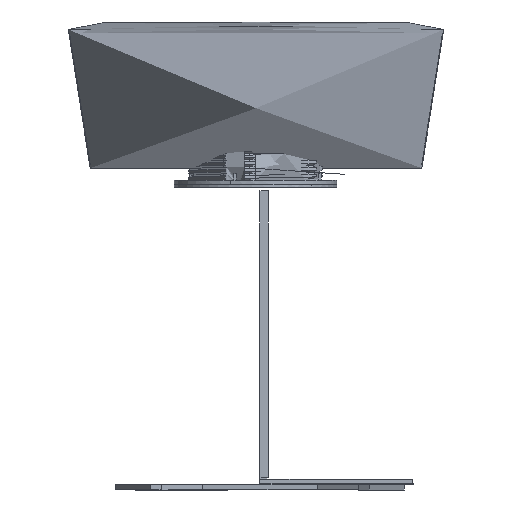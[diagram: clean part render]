
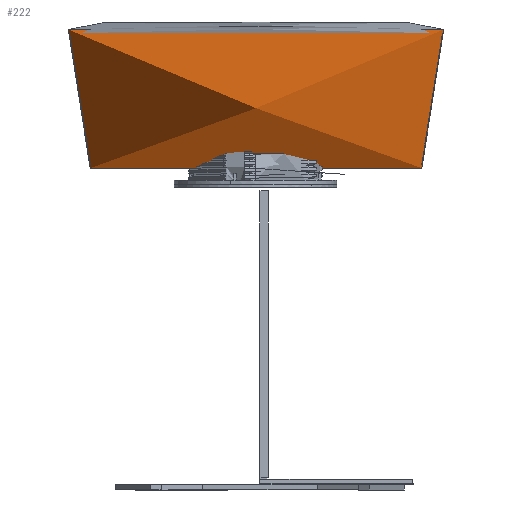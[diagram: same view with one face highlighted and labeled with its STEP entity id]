
A CAD part, left-side view. The second image highlights one B-rep face of the part: STEP entity #222.
In plain terms, the highlighted free-form (B-spline) face has degree [2, 2] with [5, 5] control points.
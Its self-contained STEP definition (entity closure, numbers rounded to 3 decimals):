
#222=ADVANCED_FACE('',(#483),#3684,.T.);
#483=FACE_OUTER_BOUND('',#744,.T.);
#744=EDGE_LOOP('',(#1043,#1044,#1045,#1046));
#1043=ORIENTED_EDGE('',*,*,#2405,.T.);
#1044=ORIENTED_EDGE('',*,*,#2406,.T.);
#1045=ORIENTED_EDGE('',*,*,#2407,.T.);
#1046=ORIENTED_EDGE('',*,*,#2408,.T.);
#2405=EDGE_CURVE('',#3145,#3146,#4230,.T.);
#2406=EDGE_CURVE('',#3146,#3147,#4231,.T.);
#2407=EDGE_CURVE('',#3147,#3148,#4232,.T.);
#2408=EDGE_CURVE('',#3148,#3145,#4233,.T.);
#3145=VERTEX_POINT('',#5128);
#3146=VERTEX_POINT('',#5129);
#3147=VERTEX_POINT('',#5130);
#3148=VERTEX_POINT('',#5131);
#3684=(
BOUNDED_SURFACE()
B_SPLINE_SURFACE(2,2,((#5103,#5104,#5105,#5106,#5107),(#5108,#5109,#5110,
#5111,#5112),(#5113,#5114,#5115,#5116,#5117),(#5118,#5119,#5120,#5121,#5122),
(#5123,#5124,#5125,#5126,#5127)),.UNSPECIFIED.,.F.,.F.,.F.)
B_SPLINE_SURFACE_WITH_KNOTS((3,2,3),(3,2,3),(0.,3.142,6.283),
(0.,74.233,148.465),.UNSPECIFIED.)
GEOMETRIC_REPRESENTATION_ITEM()
RATIONAL_B_SPLINE_SURFACE(((1.,0.76,1.,0.76,1.),
(0.707,0.538,0.707,0.538,
0.707),(1.,0.76,1.,0.76,1.),(0.707,
0.538,0.707,0.538,0.707),
(1.,0.76,1.,0.76,1.)))
REPRESENTATION_ITEM('')
SURFACE()
);
#4230=(
BOUNDED_CURVE()
B_SPLINE_CURVE(2,(#5083,#5084,#5085,#5086,#5087),.UNSPECIFIED.,.F.,.F.)
B_SPLINE_CURVE_WITH_KNOTS((3,2,3),(0.,3.142,6.283),
.UNSPECIFIED.)
CURVE()
GEOMETRIC_REPRESENTATION_ITEM()
RATIONAL_B_SPLINE_CURVE((1.,0.707,1.,0.707,1.))
REPRESENTATION_ITEM('')
);
#4231=(
BOUNDED_CURVE()
B_SPLINE_CURVE(2,(#5088,#5089,#5090,#5091,#5092),.UNSPECIFIED.,.F.,.F.)
B_SPLINE_CURVE_WITH_KNOTS((3,2,3),(0.,74.233,148.465),
.UNSPECIFIED.)
CURVE()
GEOMETRIC_REPRESENTATION_ITEM()
RATIONAL_B_SPLINE_CURVE((1.,0.76,1.,0.76,1.))
REPRESENTATION_ITEM('')
);
#4232=(
BOUNDED_CURVE()
B_SPLINE_CURVE(2,(#5093,#5094,#5095,#5096,#5097),.UNSPECIFIED.,.F.,.F.)
B_SPLINE_CURVE_WITH_KNOTS((3,2,3),(-6.283,-3.142,0.),
.UNSPECIFIED.)
CURVE()
GEOMETRIC_REPRESENTATION_ITEM()
RATIONAL_B_SPLINE_CURVE((1.,0.707,1.,0.707,1.))
REPRESENTATION_ITEM('')
);
#4233=(
BOUNDED_CURVE()
B_SPLINE_CURVE(2,(#5098,#5099,#5100,#5101,#5102),.UNSPECIFIED.,.F.,.F.)
B_SPLINE_CURVE_WITH_KNOTS((3,2,3),(-148.465,-74.233,0.),
.UNSPECIFIED.)
CURVE()
GEOMETRIC_REPRESENTATION_ITEM()
RATIONAL_B_SPLINE_CURVE((1.,0.76,1.,0.76,1.))
REPRESENTATION_ITEM('')
);
#5083=CARTESIAN_POINT('',(0.624,138.302,337.485));
#5084=CARTESIAN_POINT('',(-138.066,138.302,337.485));
#5085=CARTESIAN_POINT('',(-138.076,-0.388,337.485));
#5086=CARTESIAN_POINT('',(-138.085,-139.078,337.485));
#5087=CARTESIAN_POINT('',(0.605,-139.097,337.485));
#5088=CARTESIAN_POINT('',(0.605,-139.097,337.485));
#5089=CARTESIAN_POINT('',(0.599,-181.759,323.646));
#5090=CARTESIAN_POINT('',(0.6,-174.753,279.346));
#5091=CARTESIAN_POINT('',(0.601,-167.747,235.047));
#5092=CARTESIAN_POINT('',(0.607,-122.897,235.047));
#5093=CARTESIAN_POINT('',(0.607,-122.897,235.047));
#5094=CARTESIAN_POINT('',(-121.885,-122.881,235.047));
#5095=CARTESIAN_POINT('',(-121.876,-0.389,235.047));
#5096=CARTESIAN_POINT('',(-121.868,122.103,235.047));
#5097=CARTESIAN_POINT('',(0.624,122.103,235.047));
#5098=CARTESIAN_POINT('',(0.624,122.103,235.047));
#5099=CARTESIAN_POINT('',(0.624,166.953,235.047));
#5100=CARTESIAN_POINT('',(0.624,173.958,279.346));
#5101=CARTESIAN_POINT('',(0.624,180.964,323.646));
#5102=CARTESIAN_POINT('',(0.624,138.302,337.485));
#5103=CARTESIAN_POINT('',(0.624,138.302,337.485));
#5104=CARTESIAN_POINT('',(0.624,180.964,323.646));
#5105=CARTESIAN_POINT('',(0.624,173.958,279.346));
#5106=CARTESIAN_POINT('',(0.624,166.953,235.047));
#5107=CARTESIAN_POINT('',(0.624,122.103,235.047));
#5108=CARTESIAN_POINT('',(-138.066,138.302,337.485));
#5109=CARTESIAN_POINT('',(-180.725,180.964,323.646));
#5110=CARTESIAN_POINT('',(-173.72,173.958,279.346));
#5111=CARTESIAN_POINT('',(-166.715,166.953,235.047));
#5112=CARTESIAN_POINT('',(-121.868,122.103,235.047));
#5113=CARTESIAN_POINT('',(-138.076,-0.388,337.485));
#5114=CARTESIAN_POINT('',(-180.737,-0.385,323.646));
#5115=CARTESIAN_POINT('',(-173.732,-0.385,279.346));
#5116=CARTESIAN_POINT('',(-166.726,-0.386,235.047));
#5117=CARTESIAN_POINT('',(-121.876,-0.389,235.047));
#5118=CARTESIAN_POINT('',(-138.085,-139.078,337.485));
#5119=CARTESIAN_POINT('',(-180.75,-181.734,323.646));
#5120=CARTESIAN_POINT('',(-173.744,-174.729,279.346));
#5121=CARTESIAN_POINT('',(-166.738,-167.724,235.047));
#5122=CARTESIAN_POINT('',(-121.885,-122.881,235.047));
#5123=CARTESIAN_POINT('',(0.605,-139.097,337.485));
#5124=CARTESIAN_POINT('',(0.599,-181.759,323.646));
#5125=CARTESIAN_POINT('',(0.6,-174.753,279.346));
#5126=CARTESIAN_POINT('',(0.601,-167.747,235.047));
#5127=CARTESIAN_POINT('',(0.607,-122.897,235.047));
#5128=CARTESIAN_POINT('',(0.624,138.302,337.485));
#5129=CARTESIAN_POINT('',(0.605,-139.097,337.485));
#5130=CARTESIAN_POINT('',(0.607,-122.897,235.047));
#5131=CARTESIAN_POINT('',(0.624,122.103,235.047));
